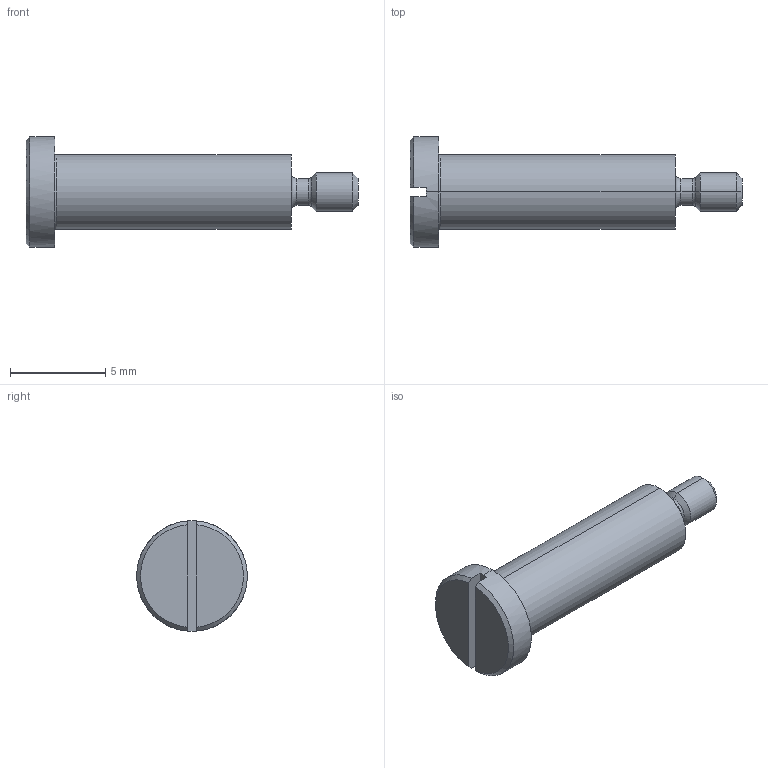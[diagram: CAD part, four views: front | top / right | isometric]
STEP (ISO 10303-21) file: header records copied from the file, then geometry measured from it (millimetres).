
FILE_DESCRIPTION (( 'STEP AP214' ), '1' );
FILE_NAME ('Âèíò ñòóïåí÷àòûé äëÿ ðàäèàòîðà.STEP', '2020-02-26T11:40:59', ( '' ), ( '' ), 'SwSTEP 2.0', 'SolidWorks 2018', '' );
FILE_SCHEMA (( 'AUTOMOTIVE_DESIGN' ));
Length unit declared in the file: millimetre
Products named in the file (1): Âèíò ñòóïåí÷àòûé äëÿ ðàäèàòîðà
Bounding box: 17.4 x 5.8 x 5.8 mm (x, y, z)
Volume: 194 mm3; surface area: 258.7 mm2
Topology: 1 solids, 1 shells, 28 faces, 60 edges, 36 vertices
Faces by surface type: cylinder 8, plane 8, torus 6, cone 6
Entity records: 824 total; most frequent: DIRECTION 150, CARTESIAN_POINT 137, ORIENTED_EDGE 120, AXIS2_PLACEMENT_3D 65, EDGE_CURVE 60, VERTEX_POINT 36, CIRCLE 36, EDGE_LOOP 30
